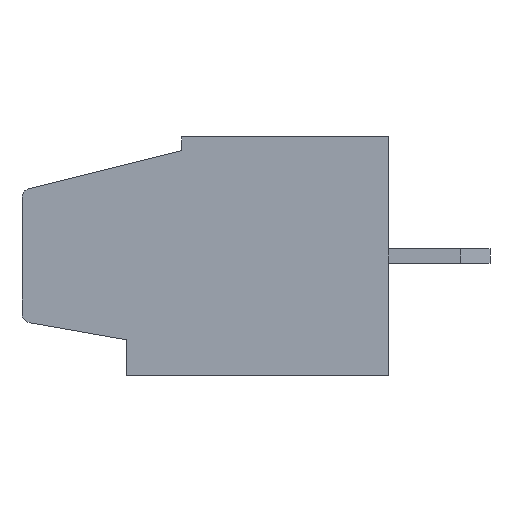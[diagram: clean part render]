
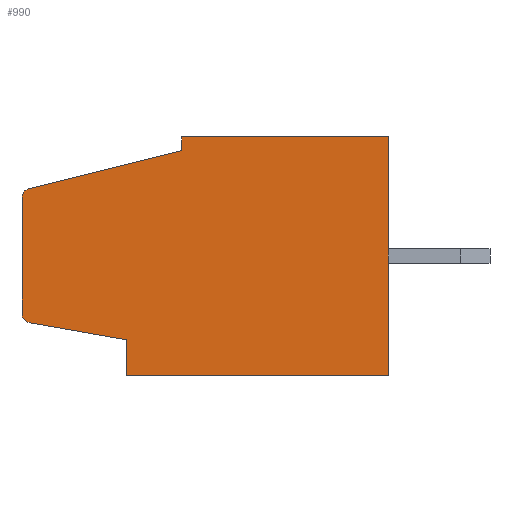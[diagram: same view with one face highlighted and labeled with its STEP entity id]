
A CAD part, left-side view. The second image highlights one B-rep face of the part: STEP entity #990.
In plain terms, the highlighted planar face has unit normal (-1, 0, 0).
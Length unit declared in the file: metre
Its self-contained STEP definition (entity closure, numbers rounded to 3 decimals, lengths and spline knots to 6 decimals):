
#990=ADVANCED_FACE('',(#2151),#2152,.F.);
#2151=FACE_OUTER_BOUND('',#3510,.T.);
#2152=PLANE('',#3511);
#3510=EDGE_LOOP('',(#6479,#6480,#6481,#6482,#6483,#6484,#6485,#6486,#6487,#6488));
#3511=AXIS2_PLACEMENT_3D('',#6489,#6490,#6491);
#6479=ORIENTED_EDGE('',*,*,#9110,.F.);
#6480=ORIENTED_EDGE('',*,*,#9111,.F.);
#6481=ORIENTED_EDGE('',*,*,#8400,.F.);
#6482=ORIENTED_EDGE('',*,*,#8133,.F.);
#6483=ORIENTED_EDGE('',*,*,#8218,.F.);
#6484=ORIENTED_EDGE('',*,*,#9112,.F.);
#6485=ORIENTED_EDGE('',*,*,#9113,.F.);
#6486=ORIENTED_EDGE('',*,*,#7906,.F.);
#6487=ORIENTED_EDGE('',*,*,#7923,.F.);
#6488=ORIENTED_EDGE('',*,*,#9114,.F.);
#6489=CARTESIAN_POINT('',(0.0,0.0123,-0.006098));
#6490=DIRECTION('',(1.0,0.,0.));
#6491=DIRECTION('',(0.0,1.0,0.));
#7906=EDGE_CURVE('',#9445,#9441,#9447,.T.);
#7923=EDGE_CURVE('',#9474,#9445,#9476,.T.);
#8133=EDGE_CURVE('',#9854,#9797,#9856,.T.);
#8218=EDGE_CURVE('',#10003,#9854,#10005,.T.);
#8400=EDGE_CURVE('',#9797,#10305,#10308,.T.);
#9110=EDGE_CURVE('',#11331,#11332,#11333,.T.);
#9111=EDGE_CURVE('',#10305,#11331,#11334,.T.);
#9112=EDGE_CURVE('',#11335,#10003,#11336,.T.);
#9113=EDGE_CURVE('',#9441,#11335,#11337,.T.);
#9114=EDGE_CURVE('',#11332,#9474,#11338,.T.);
#9441=VERTEX_POINT('',#11726);
#9445=VERTEX_POINT('',#11732);
#9447=LINE('',#11735,#11736);
#9474=VERTEX_POINT('',#11772);
#9476=LINE('',#11775,#11776);
#9797=VERTEX_POINT('',#12265);
#9854=VERTEX_POINT('',#12351);
#9856=LINE('',#12354,#12355);
#10003=VERTEX_POINT('',#12581);
#10005=LINE('',#12584,#12585);
#10305=VERTEX_POINT('',#13029);
#10308=LINE('',#13034,#13035);
#11331=VERTEX_POINT('',#14570);
#11332=VERTEX_POINT('',#14571);
#11333=LINE('',#14572,#14573);
#11334=CIRCLE('',#14574,0.0003);
#11335=VERTEX_POINT('',#14575);
#11336=LINE('',#14576,#14577);
#11337=LINE('',#14578,#14579);
#11338=CIRCLE('',#14580,0.0003);
#11726=CARTESIAN_POINT('',(0.0,0.0071,0.0));
#11732=CARTESIAN_POINT('',(0.0,0.0071,-0.000479));
#11735=CARTESIAN_POINT('',(0.0,0.0071,0.0));
#11736=VECTOR('',#15071,1.0);
#11772=CARTESIAN_POINT('',(0.0,0.012373,-0.001793));
#11775=CARTESIAN_POINT('',(0.0,0.0071,-0.000479));
#11776=VECTOR('',#15088,1.0);
#12265=CARTESIAN_POINT('',(0.0,0.009,-0.006985));
#12351=CARTESIAN_POINT('',(0.0,0.009,-0.0082));
#12354=CARTESIAN_POINT('',(0.0,0.009,-0.006985));
#12355=VECTOR('',#15307,1.0);
#12581=CARTESIAN_POINT('',(0.0,0.0,-0.0082));
#12584=CARTESIAN_POINT('',(0.0,0.009,-0.0082));
#12585=VECTOR('',#15390,1.0);
#13029=CARTESIAN_POINT('',(0.0,0.012352,-0.006394));
#13034=CARTESIAN_POINT('',(0.0,0.012352,-0.006394));
#13035=VECTOR('',#15597,1.0);
#14570=CARTESIAN_POINT('',(0.0,0.0126,-0.006098));
#14571=CARTESIAN_POINT('',(0.0,0.0126,-0.002084));
#14572=CARTESIAN_POINT('',(0.0,0.0126,-0.002084));
#14573=VECTOR('',#16311,1.0);
#14574=AXIS2_PLACEMENT_3D('',#16312,#16313,#16314);
#14575=CARTESIAN_POINT('',(0.0,0.0,0.0));
#14576=CARTESIAN_POINT('',(0.0,0.0,-0.0082));
#14577=VECTOR('',#16315,1.0);
#14578=CARTESIAN_POINT('',(0.0,0.0,0.0));
#14579=VECTOR('',#16316,1.0);
#14580=AXIS2_PLACEMENT_3D('',#16317,#16318,#16319);
#15071=DIRECTION('',(0.,0.,1.0));
#15088=DIRECTION('',(0.,-0.97,0.242));
#15307=DIRECTION('',(0.,0.,1.0));
#15390=DIRECTION('',(0.,1.0,0.));
#15597=DIRECTION('',(0.,0.985,0.174));
#16311=DIRECTION('',(0.,0.,1.0));
#16312=CARTESIAN_POINT('',(0.0,0.0123,-0.006098));
#16313=DIRECTION('',(1.0,0.,0.));
#16314=DIRECTION('',(0.,-0.766,0.643));
#16315=DIRECTION('',(0.,0.,-1.0));
#16316=DIRECTION('',(0.,-1.0,0.));
#16317=CARTESIAN_POINT('',(0.0,0.0123,-0.002084));
#16318=DIRECTION('',(1.0,0.,0.));
#16319=DIRECTION('',(0.,-0.788,-0.616));
